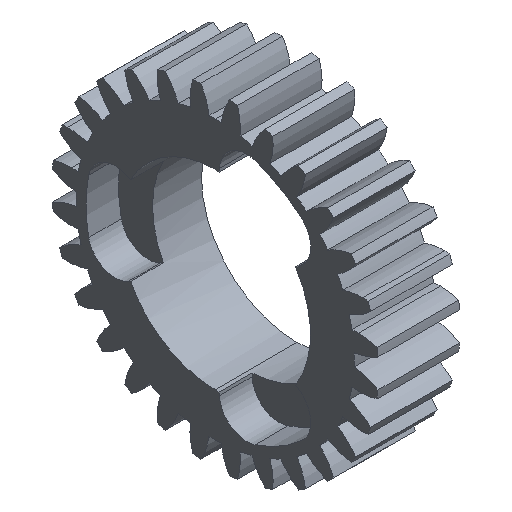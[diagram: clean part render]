
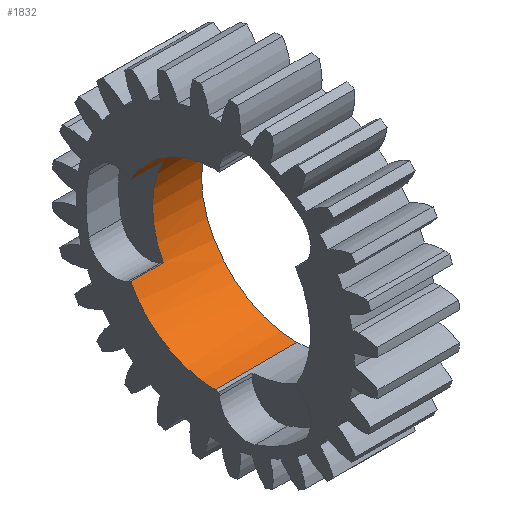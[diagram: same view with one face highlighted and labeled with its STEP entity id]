
A CAD part, isometric view. The second image highlights one B-rep face of the part: STEP entity #1832.
In plain terms, the highlighted cylindrical face has radius 11.113 mm (diameter 22.225 mm), a partial arc.
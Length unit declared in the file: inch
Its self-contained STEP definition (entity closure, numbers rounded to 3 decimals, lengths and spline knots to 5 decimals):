
#51 = ORIENTED_EDGE ( 'NONE', *, *, #3872, .F. ) ;
#67 = CARTESIAN_POINT ( 'NONE',  ( -1.42388, 0.59273, 0.48946 ) ) ;
#87 = CARTESIAN_POINT ( 'NONE',  ( -1.42388, 0.59273, 0.89349 ) ) ;
#88 = AXIS2_PLACEMENT_3D ( 'NONE', #2419, #2892, #1794 ) ;
#102 = DIRECTION ( 'NONE',  ( -1., 0., 0. ) ) ;
#136 = CARTESIAN_POINT ( 'NONE',  ( -1.19888, 0.20466, 0.25397 ) ) ;
#165 = EDGE_CURVE ( 'NONE', #3265, #1802, #1457, .T. ) ;
#174 = CARTESIAN_POINT ( 'NONE',  ( -1.57388, 0.20466, 1.12897 ) ) ;
#254 = ORIENTED_EDGE ( 'NONE', *, *, #382, .T. ) ;
#328 = CIRCLE ( 'NONE', #997, 0.4375 ) ;
#382 = EDGE_CURVE ( 'NONE', #2882, #3890, #328, .T. ) ;
#558 = ORIENTED_EDGE ( 'NONE', *, *, #1630, .T. ) ;
#575 = EDGE_LOOP ( 'NONE', ( #51, #558, #671, #3402, #4927, #4081, #3406, #254 ) ) ;
#655 = LINE ( 'NONE', #1887, #4584 ) ;
#671 = ORIENTED_EDGE ( 'NONE', *, *, #2198, .T. ) ;
#920 = AXIS2_PLACEMENT_3D ( 'NONE', #2425, #2152, #4225 ) ;
#997 = AXIS2_PLACEMENT_3D ( 'NONE', #2841, #2697, #2240 ) ;
#1083 = VECTOR ( 'NONE', #3115, 39.37008 ) ;
#1124 = VERTEX_POINT ( 'NONE', #1237 ) ;
#1141 = CIRCLE ( 'NONE', #2595, 0.4375 ) ;
#1237 = CARTESIAN_POINT ( 'NONE',  ( -1.19888, 0.20466, 1.12897 ) ) ;
#1262 = CARTESIAN_POINT ( 'NONE',  ( -1.57388, 0.20466, 0.25397 ) ) ;
#1421 = FACE_OUTER_BOUND ( 'NONE', #575, .T. ) ;
#1457 = CIRCLE ( 'NONE', #2481, 0.4375 ) ;
#1630 = EDGE_CURVE ( 'NONE', #3303, #1124, #4129, .T. ) ;
#1794 = DIRECTION ( 'NONE',  ( 0., 0., 1. ) ) ;
#1802 = VERTEX_POINT ( 'NONE', #2092 ) ;
#1832 = ADVANCED_FACE ( 'NONE', ( #1421 ), #2351, .F. ) ;
#1852 = VECTOR ( 'NONE', #2773, 39.37008 ) ;
#1887 = CARTESIAN_POINT ( 'NONE',  ( -1.42388, 0.59273, 0.48946 ) ) ;
#2092 = CARTESIAN_POINT ( 'NONE',  ( -1.57388, 0.59273, 0.89349 ) ) ;
#2152 = DIRECTION ( 'NONE',  ( 1., 0., 0. ) ) ;
#2198 = EDGE_CURVE ( 'NONE', #1124, #3265, #3141, .T. ) ;
#2240 = DIRECTION ( 'NONE',  ( 0., 0., -1. ) ) ;
#2351 = CYLINDRICAL_SURFACE ( 'NONE', #88, 0.4375 ) ;
#2419 = CARTESIAN_POINT ( 'NONE',  ( 0.42612, 0.20466, 0.69147 ) ) ;
#2425 = CARTESIAN_POINT ( 'NONE',  ( -1.19888, 0.20466, 0.69147 ) ) ;
#2428 = CARTESIAN_POINT ( 'NONE',  ( -1.42388, 0.20466, 0.69147 ) ) ;
#2441 = DIRECTION ( 'NONE',  ( -1., 0., 0. ) ) ;
#2459 = DIRECTION ( 'NONE',  ( 0., 0., 1. ) ) ;
#2481 = AXIS2_PLACEMENT_3D ( 'NONE', #2482, #2536, #4871 ) ;
#2482 = CARTESIAN_POINT ( 'NONE',  ( -1.57388, 0.20466, 0.69147 ) ) ;
#2536 = DIRECTION ( 'NONE',  ( -1., 0., 0. ) ) ;
#2595 = AXIS2_PLACEMENT_3D ( 'NONE', #2428, #2441, #2459 ) ;
#2697 = DIRECTION ( 'NONE',  ( -1., 0., 0. ) ) ;
#2773 = DIRECTION ( 'NONE',  ( -1., 0., 0. ) ) ;
#2841 = CARTESIAN_POINT ( 'NONE',  ( -1.57388, 0.20466, 0.69147 ) ) ;
#2857 = LINE ( 'NONE', #2959, #1852 ) ;
#2882 = VERTEX_POINT ( 'NONE', #4213 ) ;
#2892 = DIRECTION ( 'NONE',  ( -1., 0., 0. ) ) ;
#2959 = CARTESIAN_POINT ( 'NONE',  ( 0.42612, 0.20466, 0.25397 ) ) ;
#3067 = LINE ( 'NONE', #87, #4947 ) ;
#3108 = CARTESIAN_POINT ( 'NONE',  ( 0.42612, 0.20466, 1.12897 ) ) ;
#3115 = DIRECTION ( 'NONE',  ( -1., 0., 0. ) ) ;
#3141 = LINE ( 'NONE', #3108, #1083 ) ;
#3265 = VERTEX_POINT ( 'NONE', #174 ) ;
#3303 = VERTEX_POINT ( 'NONE', #136 ) ;
#3402 = ORIENTED_EDGE ( 'NONE', *, *, #165, .T. ) ;
#3406 = ORIENTED_EDGE ( 'NONE', *, *, #3922, .T. ) ;
#3872 = EDGE_CURVE ( 'NONE', #3303, #3890, #2857, .T. ) ;
#3878 = DIRECTION ( 'NONE',  ( -1., 0., 0. ) ) ;
#3890 = VERTEX_POINT ( 'NONE', #1262 ) ;
#3922 = EDGE_CURVE ( 'NONE', #4910, #2882, #655, .T. ) ;
#4003 = VERTEX_POINT ( 'NONE', #4647 ) ;
#4081 = ORIENTED_EDGE ( 'NONE', *, *, #4355, .T. ) ;
#4129 = CIRCLE ( 'NONE', #920, 0.4375 ) ;
#4213 = CARTESIAN_POINT ( 'NONE',  ( -1.57388, 0.59273, 0.48946 ) ) ;
#4225 = DIRECTION ( 'NONE',  ( 0., 0., 1. ) ) ;
#4355 = EDGE_CURVE ( 'NONE', #4003, #4910, #1141, .T. ) ;
#4584 = VECTOR ( 'NONE', #102, 39.37008 ) ;
#4647 = CARTESIAN_POINT ( 'NONE',  ( -1.42388, 0.59273, 0.89349 ) ) ;
#4871 = DIRECTION ( 'NONE',  ( 0., 0., -1. ) ) ;
#4910 = VERTEX_POINT ( 'NONE', #67 ) ;
#4927 = ORIENTED_EDGE ( 'NONE', *, *, #4933, .F. ) ;
#4933 = EDGE_CURVE ( 'NONE', #4003, #1802, #3067, .T. ) ;
#4947 = VECTOR ( 'NONE', #3878, 39.37008 ) ;
